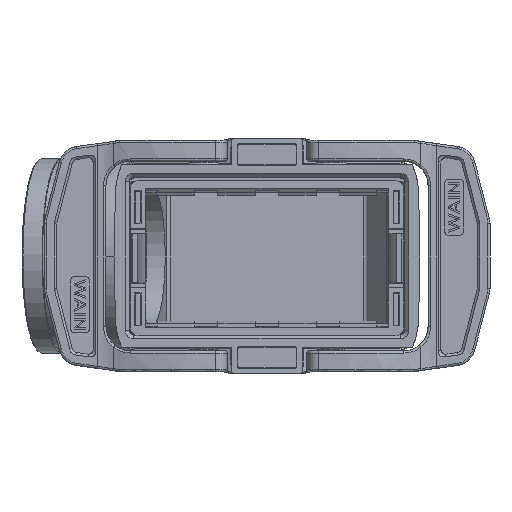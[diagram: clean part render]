
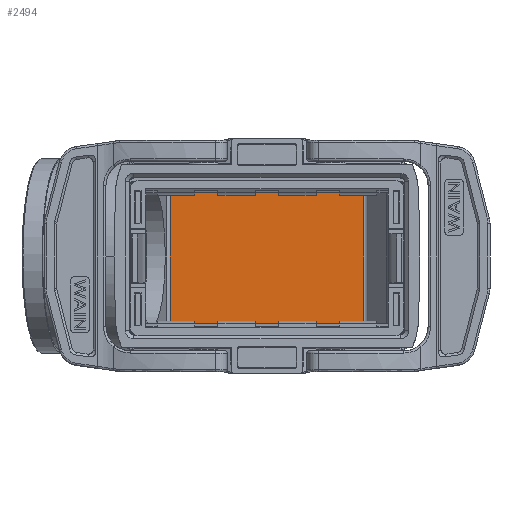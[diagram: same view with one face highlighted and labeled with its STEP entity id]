
A CAD part, front view. The second image highlights one B-rep face of the part: STEP entity #2494.
In plain terms, the highlighted planar face has unit normal (0, -1, 0).
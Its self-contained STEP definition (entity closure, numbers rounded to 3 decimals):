
#2494=ADVANCED_FACE('',(#4849),#3986,.T.);
#3986=PLANE('',#29393);
#4849=FACE_OUTER_BOUND('',#6406,.T.);
#6406=EDGE_LOOP('',(#10300,#10301,#10302,#10303));
#10300=ORIENTED_EDGE('',*,*,#20779,.T.);
#10301=ORIENTED_EDGE('',*,*,#20780,.T.);
#10302=ORIENTED_EDGE('',*,*,#20781,.T.);
#10303=ORIENTED_EDGE('',*,*,#20782,.T.);
#17695=VERTEX_POINT('',#40416);
#17696=VERTEX_POINT('',#40417);
#17697=VERTEX_POINT('',#40419);
#17698=VERTEX_POINT('',#40421);
#20779=EDGE_CURVE('',#17695,#17696,#24855,.T.);
#20780=EDGE_CURVE('',#17696,#17697,#24856,.T.);
#20781=EDGE_CURVE('',#17697,#17698,#24857,.T.);
#20782=EDGE_CURVE('',#17698,#17695,#24858,.T.);
#24855=LINE('',#40415,#27253);
#24856=LINE('',#40418,#27254);
#24857=LINE('',#40420,#27255);
#24858=LINE('',#40422,#27256);
#27253=VECTOR('',#32876,1.);
#27254=VECTOR('',#32877,1.);
#27255=VECTOR('',#32878,1.);
#27256=VECTOR('',#32879,1.);
#29393=AXIS2_PLACEMENT_3D('',#40423,#32880,#32881);
#32876=DIRECTION('',(1.,0.,0.));
#32877=DIRECTION('',(0.,0.,1.));
#32878=DIRECTION('',(-1.,0.,0.));
#32879=DIRECTION('',(0.,0.,-1.));
#32880=DIRECTION('',(0.,-1.,0.));
#32881=DIRECTION('',(1.,0.,0.));
#40415=CARTESIAN_POINT('',(-23.477,60.,-17.002));
#40416=CARTESIAN_POINT('',(-23.477,60.,-17.002));
#40417=CARTESIAN_POINT('',(23.477,60.,-17.002));
#40418=CARTESIAN_POINT('',(23.477,60.,-17.002));
#40419=CARTESIAN_POINT('',(23.477,60.,17.002));
#40420=CARTESIAN_POINT('',(23.477,60.,17.002));
#40421=CARTESIAN_POINT('',(-23.477,60.,17.002));
#40422=CARTESIAN_POINT('',(-23.477,60.,17.002));
#40423=CARTESIAN_POINT('',(-26.775,60.,-21.5));
